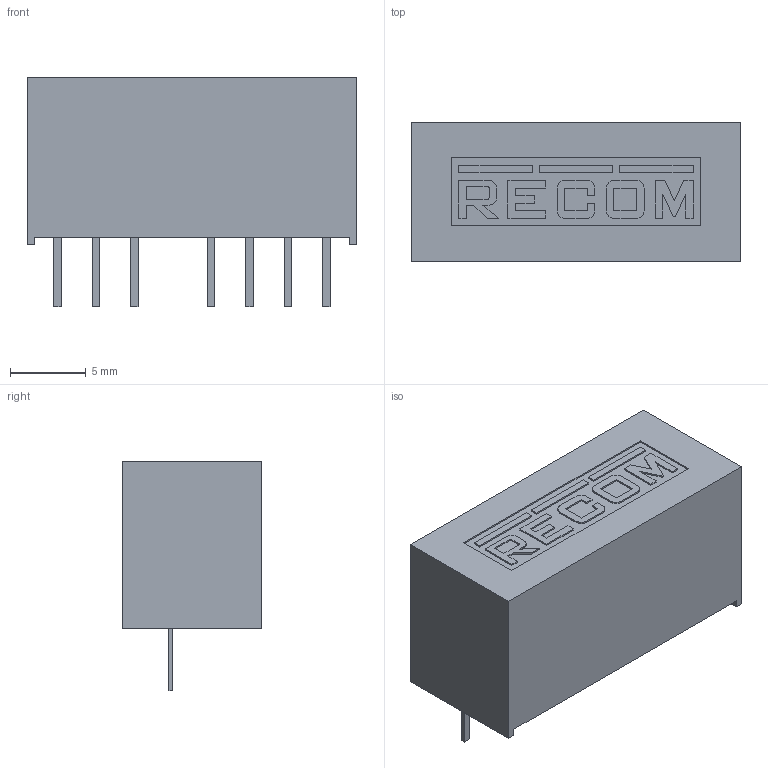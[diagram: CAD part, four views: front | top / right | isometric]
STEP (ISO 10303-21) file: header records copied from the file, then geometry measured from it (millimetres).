
FILE_DESCRIPTION(/* description */ (''),/* implementation_level */ '2;1');
FILE_NAME(/* name */ 'RS-S_D.step',/* time_stamp */ '2021-02-09T15:23:34+02:00',/* author */ (''),/* organization */ (''),/* preprocessor_version */ 'ST-DEVELOPER v18.1',/* originating_system */ 'Autodesk Translation Framework v9.7.1.1290',/* authorisation */ '');
FILE_SCHEMA (('AUTOMOTIVE_DESIGN { 1 0 10303 214 3 1 1 }'));
Length unit declared in the file: millimetre
Products named in the file (11): (Unsaved); H2; RSO-S_D_pin8(NC_no_external_connection_allowed,_-Vout); RSO-S_D_pin6(+Vout); RSO-S_D_pin2(+Vin); RSO-S_D_pin5(NC); RSO-S_D_pin7(-Vout,_Com); RSO-S_D_pin3(CTRL); RSO-S_D_case; RSO-S_D_pin1(-Vin); RSO-S_D_potting
Assembly tree (10 placements, depth 3):
  (Unsaved)
    H2
      RSO-S_D_pin8(NC_no_external_connection_allowed,_-Vout)
      RSO-S_D_pin6(+Vout)
      RSO-S_D_pin2(+Vin)
      RSO-S_D_pin5(NC)
      RSO-S_D_pin7(-Vout,_Com)
      RSO-S_D_pin3(CTRL)
      RSO-S_D_case
      RSO-S_D_pin1(-Vin)
      RSO-S_D_potting
Bounding box: 21.8 x 9.2 x 15.2 mm (x, y, z)
Volume: 2129.8 mm3; surface area: 2650.2 mm2
Topology: 9 solids, 9 shells, 160 faces, 393 edges, 262 vertices
Faces by surface type: plane 148, cylinder 12
Entity records: 5109 total; most frequent: CARTESIAN_POINT 836, ORIENTED_EDGE 786, DIRECTION 779, EDGE_CURVE 393, LINE 369, VECTOR 369, VERTEX_POINT 262, AXIS2_PLACEMENT_3D 205
